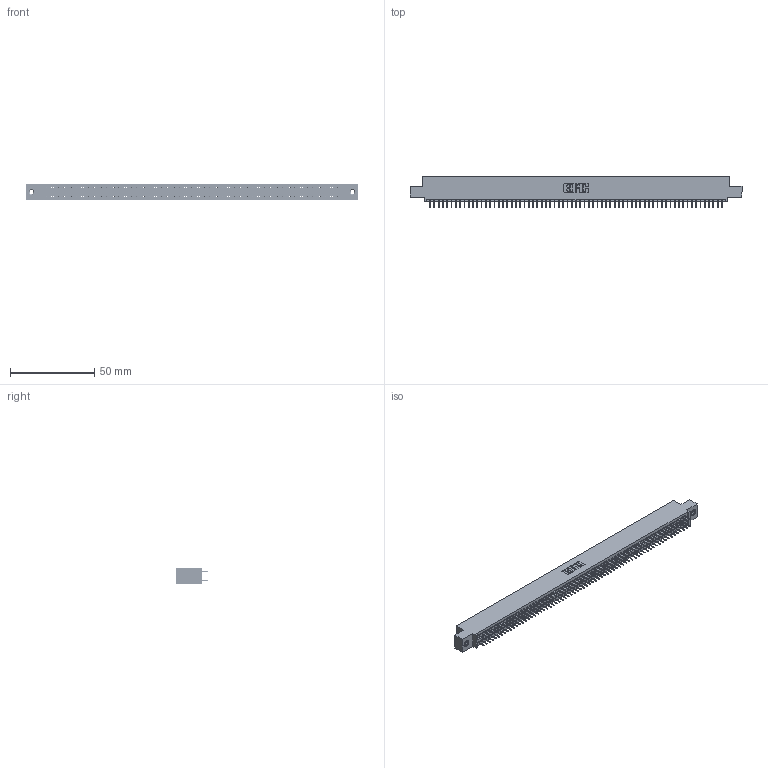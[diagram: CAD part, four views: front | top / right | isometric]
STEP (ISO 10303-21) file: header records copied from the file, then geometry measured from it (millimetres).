
FILE_DESCRIPTION (( 'STEP AP203' ), '1' );
FILE_NAME ('845-138-525-508.STEP', '2020-09-24T14:57:44', ( '' ), ( '' ), 'SwSTEP 2.0', 'SolidWorks 2020', '' );
FILE_SCHEMA (( 'CONFIG_CONTROL_DESIGN' ));
Length unit declared in the file: inch
Products named in the file (4): 845-138-525-508; 345-292-001_345-293-125; 845 Part_0.110 Offset - 0.156 Dia-TI; 345-250-001_345-250-003-102
Assembly tree (141 placements, depth 2):
  845-138-525-508
    845 Part_0.110 Offset - 0.156 Dia-TI
    345-292-001_345-293-125  x138
    345-250-001_345-250-003-102  x2
Bounding box: 196.47 x 18.72 x 9.4 mm (x, y, z)
Volume: 19028.8 mm3; surface area: 28072.5 mm2
Topology: 141 solids, 141 shells, 7642 faces, 21603 edges, 13842 vertices
Faces by surface type: plane 5498, cylinder 2128, cone 12, torus 4
Entity records: 51896 total; most frequent: CARTESIAN_POINT 8655, ORIENTED_EDGE 8582, DIRECTION 7625, EDGE_CURVE 4291, LINE 3867, VECTOR 3867, VERTEX_POINT 2852, AXIS2_PLACEMENT_3D 1879
